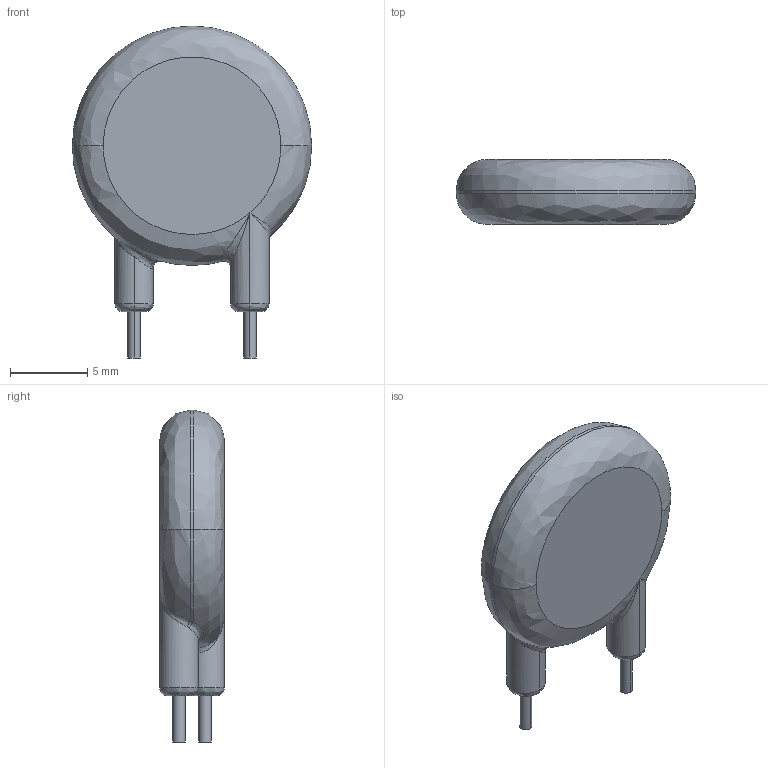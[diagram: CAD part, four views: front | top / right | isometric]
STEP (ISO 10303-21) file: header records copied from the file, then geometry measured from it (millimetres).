
FILE_DESCRIPTION(('FreeCAD Model'),'2;1');
FILE_NAME('alsrobot-S14K25 MOV.step', '2018-06-29T14:23:26',('kicad StepUp'),('ksu MCAD'), 'Open CASCADE STEP processor 7.2','FreeCAD','Unknown');
FILE_SCHEMA(('AUTOMOTIVE_DESIGN { 1 0 10303 214 1 1 1 1 }'));
Length unit declared in the file: millimetre
Products named in the file (1): alsrobot-S14K25_MOV
Bounding box: 15.5 x 4.2 x 21.5 mm (x, y, z)
Volume: 759 mm3; surface area: 571.8 mm2
Topology: 1 solids, 1 shells, 38 faces, 82 edges, 44 vertices
Faces by surface type: bspline 20, cylinder 12, plane 6
Entity records: 2232 total; most frequent: CARTESIAN_POINT 1279, ORIENTED_EDGE 156, DIRECTION 120, EDGE_CURVE 78, AXIS2_PLACEMENT_3D 55, VERTEX_POINT 44, FACE_BOUND 40, EDGE_LOOP 40
